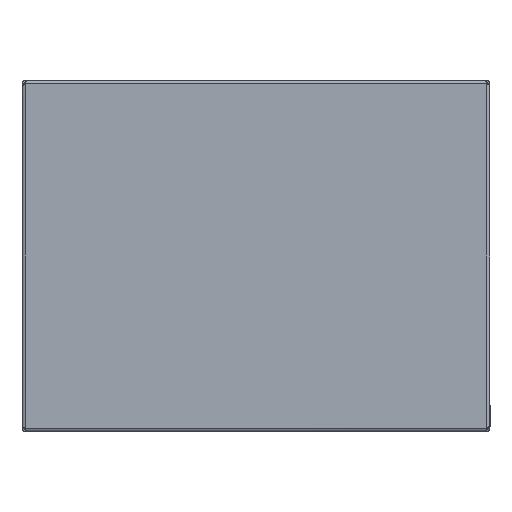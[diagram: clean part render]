
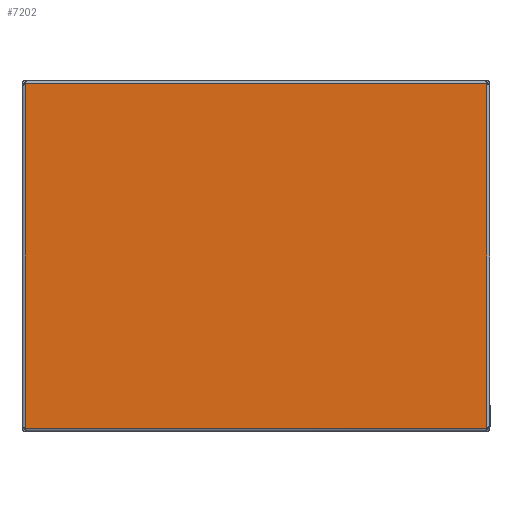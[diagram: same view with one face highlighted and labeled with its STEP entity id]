
A CAD part, front view. The second image highlights one B-rep face of the part: STEP entity #7202.
In plain terms, the highlighted planar face has unit normal (0, -1, 0).
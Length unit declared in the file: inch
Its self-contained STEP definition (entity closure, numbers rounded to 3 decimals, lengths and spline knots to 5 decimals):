
#146 = VECTOR ( 'NONE', #3594, 39.37008 ) ;
#186 = EDGE_CURVE ( 'NONE', #1634, #2851, #561, .T. ) ;
#210 = ORIENTED_EDGE ( 'NONE', *, *, #4332, .T. ) ;
#466 = VECTOR ( 'NONE', #1803, 39.37008 ) ;
#561 = LINE ( 'NONE', #2842, #6281 ) ;
#639 = LINE ( 'NONE', #5391, #3943 ) ;
#777 = ORIENTED_EDGE ( 'NONE', *, *, #2934, .T. ) ;
#1048 = CARTESIAN_POINT ( 'NONE',  ( -11.83352, 0., -0.99806 ) ) ;
#1203 = EDGE_LOOP ( 'NONE', ( #210, #5776, #777, #7039 ) ) ;
#1634 = VERTEX_POINT ( 'NONE', #2595 ) ;
#1803 = DIRECTION ( 'NONE',  ( -1., 0., 0. ) ) ;
#2207 = CARTESIAN_POINT ( 'NONE',  ( -20.9548, 0., 0. ) ) ;
#2595 = CARTESIAN_POINT ( 'NONE',  ( -11.83352, 0., -18.66504 ) ) ;
#2777 = PLANE ( 'NONE',  #4861 ) ;
#2842 = CARTESIAN_POINT ( 'NONE',  ( -20.9548, 0., -18.66504 ) ) ;
#2851 = VERTEX_POINT ( 'NONE', #4552 ) ;
#2934 = EDGE_CURVE ( 'NONE', #2851, #4371, #7064, .T. ) ;
#2948 = CARTESIAN_POINT ( 'NONE',  ( -20.9548, 0., -0.99806 ) ) ;
#3352 = DIRECTION ( 'NONE',  ( 0., 0., -1. ) ) ;
#3522 = LINE ( 'NONE', #2948, #466 ) ;
#3594 = DIRECTION ( 'NONE',  ( 0., 0., 1. ) ) ;
#3943 = VECTOR ( 'NONE', #4203, 39.37008 ) ;
#4203 = DIRECTION ( 'NONE',  ( 0., 0., -1. ) ) ;
#4332 = EDGE_CURVE ( 'NONE', #4962, #1634, #639, .T. ) ;
#4371 = VERTEX_POINT ( 'NONE', #4748 ) ;
#4534 = DIRECTION ( 'NONE',  ( 0., -1., 0. ) ) ;
#4552 = CARTESIAN_POINT ( 'NONE',  ( 11.83352, 0., -18.66504 ) ) ;
#4748 = CARTESIAN_POINT ( 'NONE',  ( 11.83352, 0., -0.99806 ) ) ;
#4861 = AXIS2_PLACEMENT_3D ( 'NONE', #2207, #4534, #3352 ) ;
#4962 = VERTEX_POINT ( 'NONE', #1048 ) ;
#5313 = CARTESIAN_POINT ( 'NONE',  ( 11.83352, 0., 0. ) ) ;
#5391 = CARTESIAN_POINT ( 'NONE',  ( -11.83352, 0., 0. ) ) ;
#5684 = FACE_OUTER_BOUND ( 'NONE', #1203, .T. ) ;
#5776 = ORIENTED_EDGE ( 'NONE', *, *, #186, .T. ) ;
#6248 = EDGE_CURVE ( 'NONE', #4371, #4962, #3522, .T. ) ;
#6281 = VECTOR ( 'NONE', #6660, 39.37008 ) ;
#6660 = DIRECTION ( 'NONE',  ( 1., 0., 0. ) ) ;
#7039 = ORIENTED_EDGE ( 'NONE', *, *, #6248, .T. ) ;
#7064 = LINE ( 'NONE', #5313, #146 ) ;
#7202 = ADVANCED_FACE ( 'NONE', ( #5684 ), #2777, .T. ) ;
